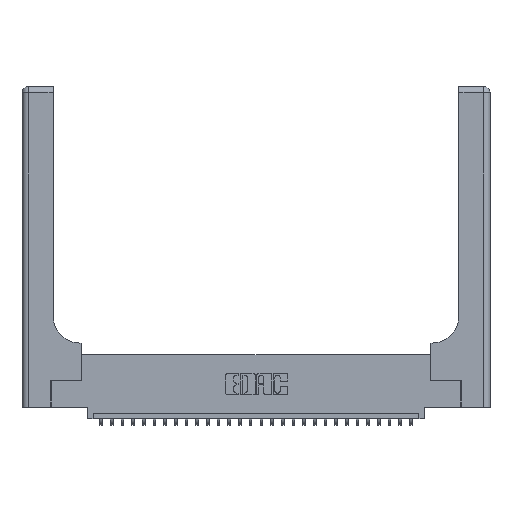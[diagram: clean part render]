
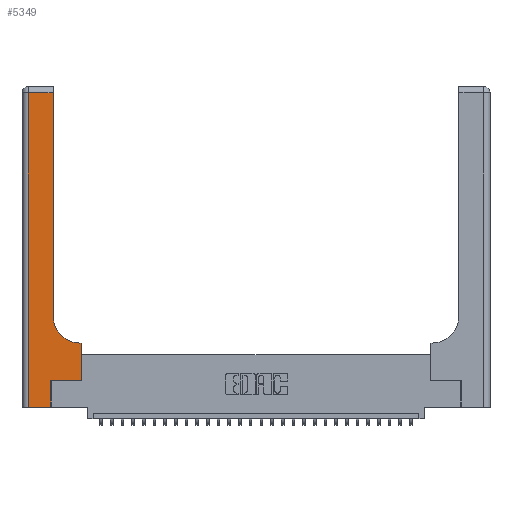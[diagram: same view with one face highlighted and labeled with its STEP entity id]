
A CAD part, top view. The second image highlights one B-rep face of the part: STEP entity #5349.
In plain terms, the highlighted planar face has unit normal (0, 0, 1).
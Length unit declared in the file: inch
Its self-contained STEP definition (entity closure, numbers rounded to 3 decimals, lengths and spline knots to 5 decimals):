
#158 = DIRECTION ( 'NONE',  ( -1., 0., 0. ) ) ;
#1062 = DIRECTION ( 'NONE',  ( 0., 0., -1. ) ) ;
#1085 = AXIS2_PLACEMENT_3D ( 'NONE', #1165, #1062, #21666 ) ;
#1165 = CARTESIAN_POINT ( 'NONE',  ( 0.5415, 0.85, 0.37 ) ) ;
#2156 = CARTESIAN_POINT ( 'NONE',  ( 0.269, 0.25, 0.37 ) ) ;
#2377 = ORIENTED_EDGE ( 'NONE', *, *, #16908, .T. ) ;
#3028 = CARTESIAN_POINT ( 'NONE',  ( 0.269, 0., 0.37 ) ) ;
#3090 = EDGE_LOOP ( 'NONE', ( #2377, #28685, #21424, #28206, #25076, #6503, #28439, #13363, #25326 ) ) ;
#3325 = EDGE_CURVE ( 'NONE', #14543, #22872, #24844, .T. ) ;
#3534 = LINE ( 'NONE', #19939, #12497 ) ;
#3588 = LINE ( 'NONE', #25359, #13276 ) ;
#3791 = DIRECTION ( 'NONE',  ( 1., 0., 0. ) ) ;
#3917 = VERTEX_POINT ( 'NONE', #3028 ) ;
#4315 = DIRECTION ( 'NONE',  ( -1., 0., 0. ) ) ;
#4447 = LINE ( 'NONE', #7167, #21890 ) ;
#4550 = LINE ( 'NONE', #24867, #28101 ) ;
#5110 = VERTEX_POINT ( 'NONE', #16216 ) ;
#5349 = ADVANCED_FACE ( 'NONE', ( #7181 ), #22516, .F. ) ;
#6503 = ORIENTED_EDGE ( 'NONE', *, *, #14559, .T. ) ;
#7167 = CARTESIAN_POINT ( 'NONE',  ( 0., 2.94, 0.37 ) ) ;
#7181 = FACE_OUTER_BOUND ( 'NONE', #3090, .T. ) ;
#8538 = DIRECTION ( 'NONE',  ( 0., -1., 0. ) ) ;
#9234 = VECTOR ( 'NONE', #22075, 39.37008 ) ;
#10659 = EDGE_CURVE ( 'NONE', #3917, #20590, #3588, .T. ) ;
#10757 = VECTOR ( 'NONE', #3791, 39.37008 ) ;
#11036 = VERTEX_POINT ( 'NONE', #15773 ) ;
#11067 = CARTESIAN_POINT ( 'NONE',  ( 0., 3., 0.37 ) ) ;
#11819 = DIRECTION ( 'NONE',  ( -1., 0., 0. ) ) ;
#12497 = VECTOR ( 'NONE', #8538, 39.37008 ) ;
#12761 = LINE ( 'NONE', #18551, #21617 ) ;
#12856 = CARTESIAN_POINT ( 'NONE',  ( 0.5415, 0.6, 0.37 ) ) ;
#13276 = VECTOR ( 'NONE', #28330, 39.37008 ) ;
#13363 = ORIENTED_EDGE ( 'NONE', *, *, #14856, .T. ) ;
#13539 = DIRECTION ( 'NONE',  ( 1., 0., 0. ) ) ;
#14543 = VERTEX_POINT ( 'NONE', #12856 ) ;
#14559 = EDGE_CURVE ( 'NONE', #20590, #5110, #4550, .T. ) ;
#14856 = EDGE_CURVE ( 'NONE', #16907, #14543, #12761, .T. ) ;
#15094 = AXIS2_PLACEMENT_3D ( 'NONE', #11067, #24932, #4315 ) ;
#15240 = VERTEX_POINT ( 'NONE', #25866 ) ;
#15773 = CARTESIAN_POINT ( 'NONE',  ( 0.06, 0., 0.37 ) ) ;
#16216 = CARTESIAN_POINT ( 'NONE',  ( 0.5585, 0.25, 0.37 ) ) ;
#16907 = VERTEX_POINT ( 'NONE', #24727 ) ;
#16908 = EDGE_CURVE ( 'NONE', #22872, #18772, #19374, .T. ) ;
#17462 = DIRECTION ( 'NONE',  ( 0., 1., 0. ) ) ;
#17469 = CARTESIAN_POINT ( 'NONE',  ( 0., 0., 0.37 ) ) ;
#17527 = CARTESIAN_POINT ( 'NONE',  ( 0.5585, 0.25, 0.37 ) ) ;
#18448 = LINE ( 'NONE', #17527, #9234 ) ;
#18551 = CARTESIAN_POINT ( 'NONE',  ( 0.2915, 0.6, 0.37 ) ) ;
#18772 = VERTEX_POINT ( 'NONE', #28059 ) ;
#18785 = CARTESIAN_POINT ( 'NONE',  ( 0.2915, 0.85, 0.37 ) ) ;
#19374 = LINE ( 'NONE', #21909, #25818 ) ;
#19513 = EDGE_CURVE ( 'NONE', #18772, #15240, #4447, .T. ) ;
#19939 = CARTESIAN_POINT ( 'NONE',  ( 0.06, 3., 0.37 ) ) ;
#20260 = LINE ( 'NONE', #17469, #10757 ) ;
#20590 = VERTEX_POINT ( 'NONE', #2156 ) ;
#21424 = ORIENTED_EDGE ( 'NONE', *, *, #23216, .T. ) ;
#21617 = VECTOR ( 'NONE', #11819, 39.37008 ) ;
#21666 = DIRECTION ( 'NONE',  ( 1., 0., 0. ) ) ;
#21890 = VECTOR ( 'NONE', #158, 39.37008 ) ;
#21909 = CARTESIAN_POINT ( 'NONE',  ( 0.2915, 3., 0.37 ) ) ;
#22075 = DIRECTION ( 'NONE',  ( 0., 1., 0. ) ) ;
#22516 = PLANE ( 'NONE',  #15094 ) ;
#22872 = VERTEX_POINT ( 'NONE', #18785 ) ;
#23216 = EDGE_CURVE ( 'NONE', #15240, #11036, #3534, .T. ) ;
#24078 = EDGE_CURVE ( 'NONE', #11036, #3917, #20260, .T. ) ;
#24727 = CARTESIAN_POINT ( 'NONE',  ( 0.5585, 0.6, 0.37 ) ) ;
#24836 = EDGE_CURVE ( 'NONE', #5110, #16907, #18448, .T. ) ;
#24844 = CIRCLE ( 'NONE', #1085, 0.25 ) ;
#24867 = CARTESIAN_POINT ( 'NONE',  ( 0.269, 0.25, 0.37 ) ) ;
#24932 = DIRECTION ( 'NONE',  ( 0., 0., -1. ) ) ;
#25076 = ORIENTED_EDGE ( 'NONE', *, *, #10659, .T. ) ;
#25326 = ORIENTED_EDGE ( 'NONE', *, *, #3325, .T. ) ;
#25359 = CARTESIAN_POINT ( 'NONE',  ( 0.269, 0., 0.37 ) ) ;
#25818 = VECTOR ( 'NONE', #17462, 39.37008 ) ;
#25866 = CARTESIAN_POINT ( 'NONE',  ( 0.06, 2.94, 0.37 ) ) ;
#28059 = CARTESIAN_POINT ( 'NONE',  ( 0.2915, 2.94, 0.37 ) ) ;
#28101 = VECTOR ( 'NONE', #13539, 39.37008 ) ;
#28206 = ORIENTED_EDGE ( 'NONE', *, *, #24078, .T. ) ;
#28330 = DIRECTION ( 'NONE',  ( 0., 1., 0. ) ) ;
#28439 = ORIENTED_EDGE ( 'NONE', *, *, #24836, .T. ) ;
#28685 = ORIENTED_EDGE ( 'NONE', *, *, #19513, .T. ) ;
